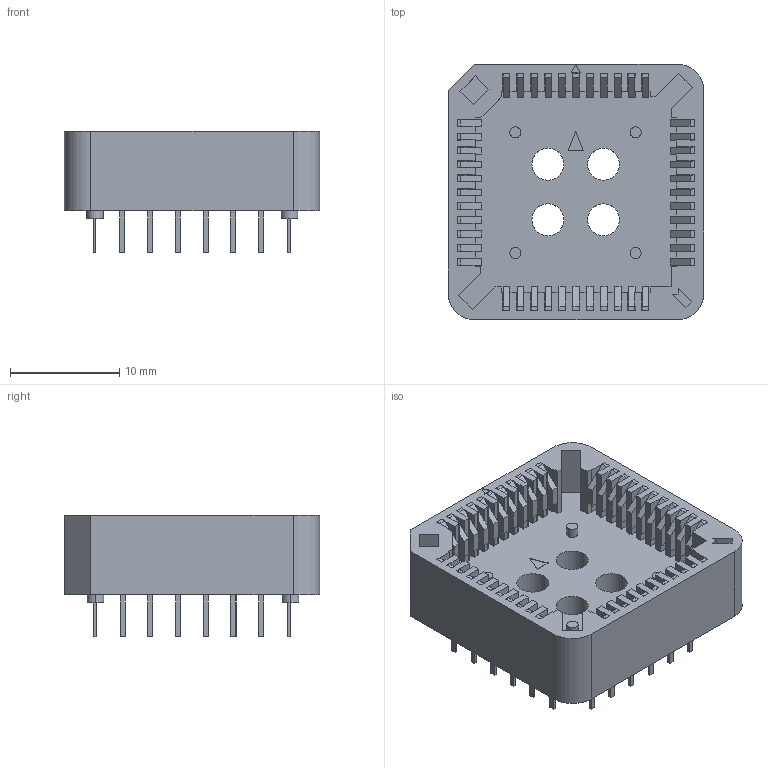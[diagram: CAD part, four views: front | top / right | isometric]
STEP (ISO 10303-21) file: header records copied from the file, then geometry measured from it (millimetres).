
FILE_DESCRIPTION((''),'2;1');
FILE_NAME('3M_8444-11B1-RK-TP.stp','2014-06-11T10:56:58',(''),(''),'Mechanical Desktop 2011','Mechanical Desktop 2011',', , ');
FILE_SCHEMA(('AUTOMOTIVE_DESIGN { 1 2 10303 214 1 1 1 1 }'));
Length unit declared in the file: millimetre
Products named in the file (1): Product
Bounding box: 23.37 x 23.37 x 11.07 mm (x, y, z)
Volume: 2181 mm3; surface area: 3986.7 mm2
Topology: 97 solids, 97 shells, 968 faces, 2305 edges, 1536 vertices
Faces by surface type: bspline 538, plane 403, cylinder 27
Entity records: 27386 total; most frequent: CARTESIAN_POINT 6425, ORIENTED_EDGE 4612, DIRECTION 3222, EDGE_CURVE 2306, VECTOR 2252, LINE 2252, VERTEX_POINT 1536, EDGE_LOOP 981
